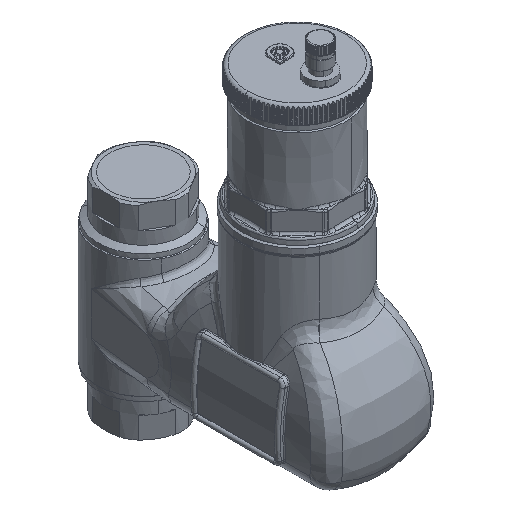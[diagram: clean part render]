
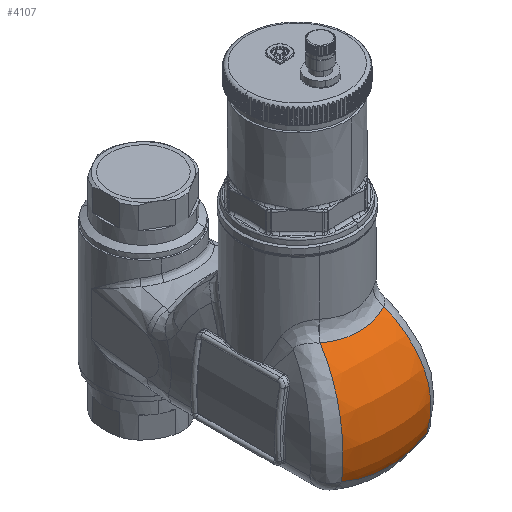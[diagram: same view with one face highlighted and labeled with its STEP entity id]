
A CAD part, isometric view. The second image highlights one B-rep face of the part: STEP entity #4107.
In plain terms, the highlighted face is a revolution surface.
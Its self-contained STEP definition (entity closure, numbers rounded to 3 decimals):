
#2007=CARTESIAN_POINT('Vertex',(-16.536,-28.501,38.961)) ;
#2087=CARTESIAN_POINT('Control Point',(-16.536,-28.501,38.961)) ;
#2088=CARTESIAN_POINT('Control Point',(-15.684,-28.94,38.862)) ;
#2089=CARTESIAN_POINT('Control Point',(-14.82,-29.349,38.769)) ;
#2090=CARTESIAN_POINT('Control Point',(-13.944,-29.729,38.68)) ;
#2091=CARTESIAN_POINT('Control Point',(-9.644,-31.425,38.278)) ;
#2092=CARTESIAN_POINT('Control Point',(-5.132,-32.412,38.021)) ;
#2093=CARTESIAN_POINT('Control Point',(-1.484,-32.742,37.932)) ;
#2094=CARTESIAN_POINT('Control Point',(4.441,-32.54,37.99)) ;
#2095=CARTESIAN_POINT('Control Point',(10.204,-31.146,38.34)) ;
#2096=CARTESIAN_POINT('Control Point',(12.376,-30.437,38.515)) ;
#2097=CARTESIAN_POINT('Control Point',(14.493,-29.554,38.725)) ;
#2098=CARTESIAN_POINT('Control Point',(16.536,-28.501,38.961)) ;
#2099=CARTESIAN_POINT('Vertex',(16.536,-28.501,38.961)) ;
#4040=CARTESIAN_POINT('Vertex',(-22.253,-45.213,-12.249)) ;
#4044=CARTESIAN_POINT('Control Point',(-16.536,-28.501,38.961)) ;
#4045=CARTESIAN_POINT('Control Point',(-16.682,-29.041,38.527)) ;
#4046=CARTESIAN_POINT('Control Point',(-16.829,-29.572,38.084)) ;
#4047=CARTESIAN_POINT('Control Point',(-16.977,-30.094,37.632)) ;
#4048=CARTESIAN_POINT('Control Point',(-18.208,-34.368,33.791)) ;
#4049=CARTESIAN_POINT('Control Point',(-19.44,-37.987,29.353)) ;
#4050=CARTESIAN_POINT('Control Point',(-20.429,-40.638,25.073)) ;
#4051=CARTESIAN_POINT('Control Point',(-21.944,-44.499,16.634)) ;
#4052=CARTESIAN_POINT('Control Point',(-22.738,-46.386,7.521)) ;
#4053=CARTESIAN_POINT('Control Point',(-22.925,-46.824,3.262)) ;
#4054=CARTESIAN_POINT('Control Point',(-22.925,-46.829,-2.448)) ;
#4055=CARTESIAN_POINT('Control Point',(-22.608,-46.07,-8.072)) ;
#4056=CARTESIAN_POINT('Control Point',(-22.508,-45.832,-9.475)) ;
#4057=CARTESIAN_POINT('Control Point',(-22.39,-45.546,-10.868)) ;
#4058=CARTESIAN_POINT('Control Point',(-22.253,-45.213,-12.249)) ;
#4069=CARTESIAN_POINT('Control Point',(-23.191,9.313,45.624)) ;
#4070=CARTESIAN_POINT('Control Point',(-11.996,9.991,48.946)) ;
#4071=CARTESIAN_POINT('Control Point',(-0.137,10.233,50.13)) ;
#4072=CARTESIAN_POINT('Control Point',(11.726,9.999,48.986)) ;
#4073=CARTESIAN_POINT('Control Point',(22.932,9.329,45.701)) ;
#4074=CARTESIAN_POINT('Axis1P Location',(0.,0.,0.)) ;
#4079=CARTESIAN_POINT('Control Point',(22.253,-45.213,-12.249)) ;
#4080=CARTESIAN_POINT('Control Point',(11.533,-47.526,-15.584)) ;
#4081=CARTESIAN_POINT('Control Point',(0.,-48.217,-16.805)) ;
#4082=CARTESIAN_POINT('Control Point',(-11.533,-47.526,-15.584)) ;
#4083=CARTESIAN_POINT('Control Point',(-22.253,-45.213,-12.249)) ;
#4084=CARTESIAN_POINT('Vertex',(22.253,-45.213,-12.249)) ;
#4088=CARTESIAN_POINT('Control Point',(22.253,-45.213,-12.249)) ;
#4089=CARTESIAN_POINT('Control Point',(22.696,-46.291,-7.78)) ;
#4090=CARTESIAN_POINT('Control Point',(22.946,-46.874,-3.18)) ;
#4091=CARTESIAN_POINT('Control Point',(22.978,-46.95,1.47)) ;
#4092=CARTESIAN_POINT('Control Point',(22.601,-46.076,10.759)) ;
#4093=CARTESIAN_POINT('Control Point',(21.426,-43.19,19.59)) ;
#4094=CARTESIAN_POINT('Control Point',(20.657,-41.243,23.833)) ;
#4095=CARTESIAN_POINT('Control Point',(19.349,-37.723,29.612)) ;
#4096=CARTESIAN_POINT('Control Point',(17.904,-33.24,34.687)) ;
#4097=CARTESIAN_POINT('Control Point',(17.446,-31.749,36.195)) ;
#4098=CARTESIAN_POINT('Control Point',(16.987,-30.169,37.622)) ;
#4099=CARTESIAN_POINT('Control Point',(16.536,-28.501,38.961)) ;
#4075=DIRECTION('Axis1P Direction',(1.,0.,-0.)) ;
#4077=SURFACE_OF_REVOLUTION('Surface of Revolution',#4068,#4076) ;
#4076=AXIS1_PLACEMENT('Revolution Surface Axis1P',#4074,#4075) ;
#2101=EDGE_CURVE('',#2008,#2100,#2086,.T.) ;
#4059=EDGE_CURVE('',#2008,#4041,#4043,.T.) ;
#4086=EDGE_CURVE('',#4085,#4041,#4078,.T.) ;
#4100=EDGE_CURVE('',#4085,#2100,#4087,.T.) ;
#4102=ORIENTED_EDGE('',*,*,#2101,.F.) ;
#4103=ORIENTED_EDGE('',*,*,#4059,.T.) ;
#4104=ORIENTED_EDGE('',*,*,#4086,.F.) ;
#4105=ORIENTED_EDGE('',*,*,#4100,.T.) ;
#4101=EDGE_LOOP('',(#4102,#4103,#4104,#4105)) ;
#2008=VERTEX_POINT('',#2007) ;
#2100=VERTEX_POINT('',#2099) ;
#4041=VERTEX_POINT('',#4040) ;
#4085=VERTEX_POINT('',#4084) ;
#4107=ADVANCED_FACE('PartBody',(#4106),#4077,.T.) ;
#2086=B_SPLINE_CURVE_WITH_KNOTS('',5,(#2087,#2088,#2089,#2090,#2091,#2092,#2093,#2094,#2095,#2096,#2097,#2098),.UNSPECIFIED.,.F.,.U.,(6,3,3,6),(28.206,34.345,58.005,72.732),.UNSPECIFIED.) ;
#4043=B_SPLINE_CURVE_WITH_KNOTS('',5,(#4044,#4045,#4046,#4047,#4048,#4049,#4050,#4051,#4052,#4053,#4054,#4055,#4056,#4057,#4058),.UNSPECIFIED.,.F.,.U.,(6,3,3,3,6),(134.693,138.535,166.72,190.573,198.562),.UNSPECIFIED.) ;
#4068=B_SPLINE_CURVE_WITH_KNOTS('',4,(#4069,#4070,#4071,#4072,#4073),.UNSPECIFIED.,.F.,.U.,(5,5),(353.463,400.249),.UNSPECIFIED.) ;
#4078=B_SPLINE_CURVE_WITH_KNOTS('',4,(#4079,#4080,#4081,#4082,#4083),.UNSPECIFIED.,.F.,.U.,(5,5),(30.639,94.725),.UNSPECIFIED.) ;
#4087=B_SPLINE_CURVE_WITH_KNOTS('',5,(#4088,#4089,#4090,#4091,#4092,#4093,#4094,#4095,#4096,#4097,#4098,#4099),.UNSPECIFIED.,.F.,.U.,(6,3,3,6),(26.643,52.504,78.658,90.515),.UNSPECIFIED.) ;
#4106=FACE_OUTER_BOUND('',#4101,.T.) ;
